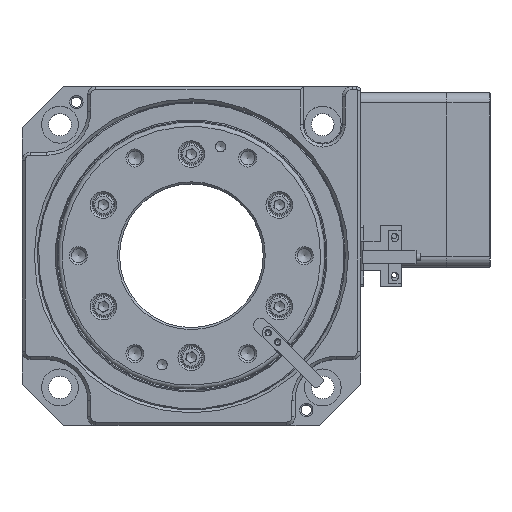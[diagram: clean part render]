
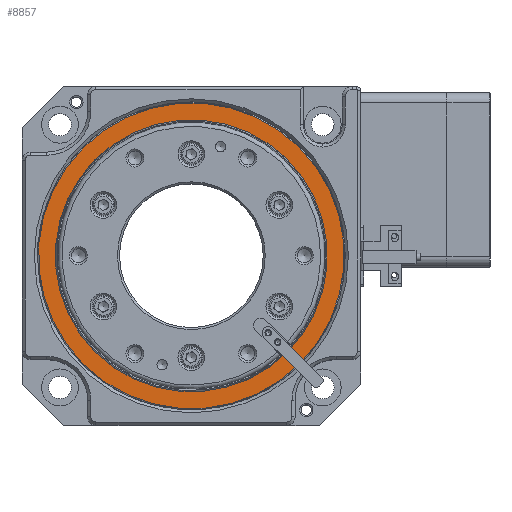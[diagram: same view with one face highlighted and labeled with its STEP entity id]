
A CAD part, top view. The second image highlights one B-rep face of the part: STEP entity #8857.
In plain terms, the highlighted planar face has unit normal (0, 0, 1).
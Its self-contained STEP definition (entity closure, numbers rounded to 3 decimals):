
#2590 = EDGE_LOOP ( 'NONE', ( #32110 ) ) ;
#3588 = EDGE_LOOP ( 'NONE', ( #32048 ) ) ;
#7007 = DIRECTION ( 'NONE',  ( 0.084, 0.996, 0. ) ) ;
#7012 = DIRECTION ( 'NONE',  ( 0., 0., -1. ) ) ;
#7045 = CARTESIAN_POINT ( 'NONE',  ( 74.732, -6.335, 114. ) ) ;
#7053 = PLANE ( 'NONE',  #23447 ) ;
#7088 = FACE_BOUND ( 'NONE', #2590, .T. ) ;
#7108 = FACE_OUTER_BOUND ( 'NONE', #3588, .T. ) ;
#8857 = ADVANCED_FACE ( 'NONE', ( #7108, #7088 ), #7053, .F. ) ;
#12548 = CARTESIAN_POINT ( 'NONE',  ( 6.293, 74.234, 114. ) ) ;
#12556 = VERTEX_POINT ( 'NONE', #12548 ) ;
#14547 = CARTESIAN_POINT ( 'NONE',  ( -5.598, -66.03, 114. ) ) ;
#14553 = VERTEX_POINT ( 'NONE', #14547 ) ;
#16171 = DIRECTION ( 'NONE',  ( 0.084, 0.996, 0. ) ) ;
#16211 = DIRECTION ( 'NONE',  ( 0., 0., 1. ) ) ;
#16218 = CARTESIAN_POINT ( 'NONE',  ( 0., 0., 114. ) ) ;
#16602 = AXIS2_PLACEMENT_3D ( 'NONE', #16218, #16211, #16171 ) ;
#17677 = DIRECTION ( 'NONE',  ( -0.084, -0.996, 0. ) ) ;
#17717 = DIRECTION ( 'NONE',  ( 0., 0., 1. ) ) ;
#17721 = CARTESIAN_POINT ( 'NONE',  ( 0., 0., 114. ) ) ;
#21683 = AXIS2_PLACEMENT_3D ( 'NONE', #17721, #17717, #17677 ) ;
#23447 = AXIS2_PLACEMENT_3D ( 'NONE', #7045, #7012, #7007 ) ;
#32048 = ORIENTED_EDGE ( 'NONE', *, *, #38308, .T. ) ;
#32110 = ORIENTED_EDGE ( 'NONE', *, *, #34889, .F. ) ;
#34194 = CIRCLE ( 'NONE', #16602, 74.5 ) ;
#34889 = EDGE_CURVE ( 'NONE', #14553, #14553, #39045, .T. ) ;
#38308 = EDGE_CURVE ( 'NONE', #12556, #12556, #34194, .T. ) ;
#39045 = CIRCLE ( 'NONE', #21683, 66.267 ) ;
